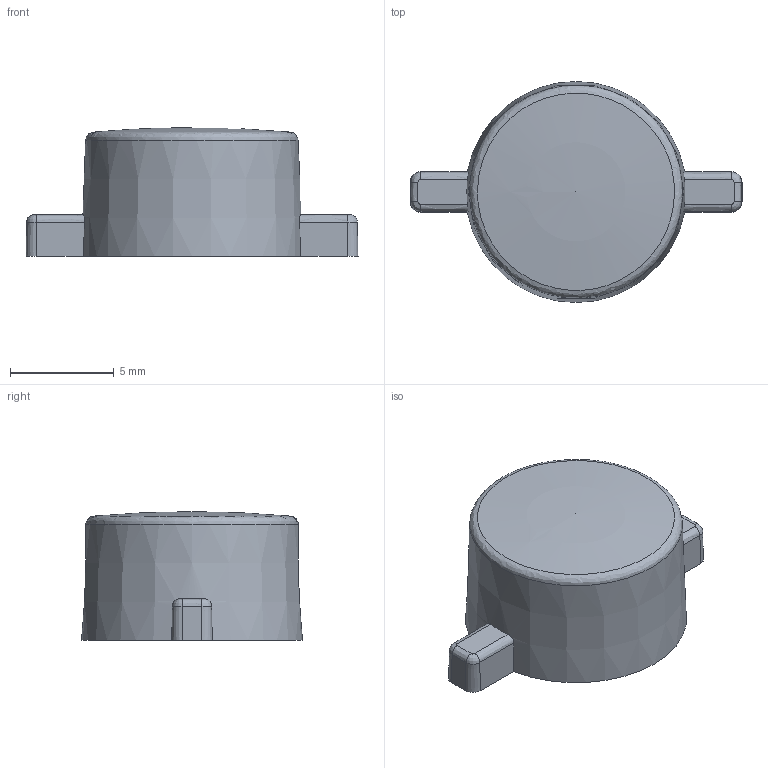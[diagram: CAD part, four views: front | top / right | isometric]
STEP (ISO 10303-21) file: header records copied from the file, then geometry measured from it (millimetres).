
FILE_DESCRIPTION(/* description */ (''),/* implementation_level */ '2;1');
FILE_NAME(/* name */ 'ButtonPrimary_v3.step',/* time_stamp */ '2022-12-06T19:54:49-08:00',/* author */ (''),/* organization */ (''),/* preprocessor_version */ 'ST-DEVELOPER v19.2',/* originating_system */ 'Autodesk Translation Framework v11.17.0.187',/* authorisation */ '');
FILE_SCHEMA (('AUTOMOTIVE_DESIGN { 1 0 10303 214 3 1 1 }'));
Length unit declared in the file: millimetre
Products named in the file (1): SNES_ABXY_Base
Bounding box: 16 x 10.65 x 6.2 mm (x, y, z)
Volume: 478.8 mm3; surface area: 426.2 mm2
Topology: 1 solids, 1 shells, 29 faces, 70 edges, 43 vertices
Faces by surface type: bspline 11, plane 10, cone 6, cylinder 1, sphere 1
Full cylindrical faces by diameter (mm): 7.35 x1
Entity records: 1384 total; most frequent: CARTESIAN_POINT 777, ORIENTED_EDGE 138, DIRECTION 81, EDGE_CURVE 69, VERTEX_POINT 43, B_SPLINE_CURVE_WITH_KNOTS 35, AXIS2_PLACEMENT_3D 32, EDGE_LOOP 30
